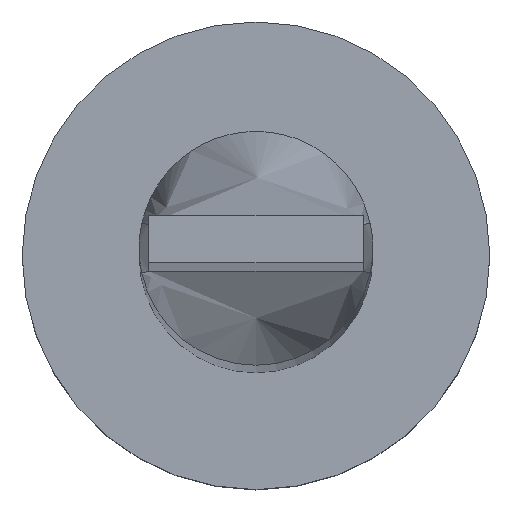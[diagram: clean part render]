
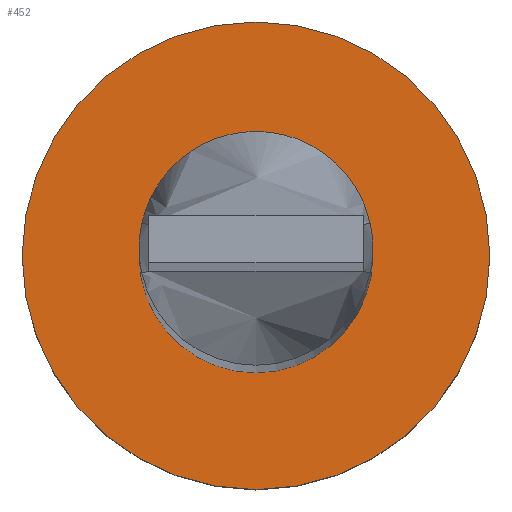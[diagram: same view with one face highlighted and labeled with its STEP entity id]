
A CAD part, top view. The second image highlights one B-rep face of the part: STEP entity #452.
In plain terms, the highlighted planar face has unit normal (0, 0, 1).
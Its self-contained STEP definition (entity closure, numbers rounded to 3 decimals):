
#10 = DIRECTION ( 'NONE',  ( 0., 0., 1. ) ) ;
#21 = CIRCLE ( 'NONE', #337, 6. ) ;
#23 = DIRECTION ( 'NONE',  ( 1., 0., 0. ) ) ;
#49 = EDGE_CURVE ( 'NONE', #439, #389, #390, .T. ) ;
#69 = CARTESIAN_POINT ( 'NONE',  ( 0., 0., 5. ) ) ;
#73 = PLANE ( 'NONE',  #543 ) ;
#82 = DIRECTION ( 'NONE',  ( 0., 0., 1. ) ) ;
#98 = ORIENTED_EDGE ( 'NONE', *, *, #490, .F. ) ;
#102 = VERTEX_POINT ( 'NONE', #204 ) ;
#131 = CIRCLE ( 'NONE', #424, 3. ) ;
#144 = ORIENTED_EDGE ( 'NONE', *, *, #386, .F. ) ;
#154 = FACE_OUTER_BOUND ( 'NONE', #227, .T. ) ;
#166 = CARTESIAN_POINT ( 'NONE',  ( 0., 0., 5. ) ) ;
#204 = CARTESIAN_POINT ( 'NONE',  ( -3., 0., 5. ) ) ;
#214 = DIRECTION ( 'NONE',  ( 1., 0., 0. ) ) ;
#227 = EDGE_LOOP ( 'NONE', ( #317, #486 ) ) ;
#236 = CARTESIAN_POINT ( 'NONE',  ( 0., 0., 5. ) ) ;
#242 = DIRECTION ( 'NONE',  ( 1., 0., 0. ) ) ;
#311 = DIRECTION ( 'NONE',  ( 1., 0., 0. ) ) ;
#317 = ORIENTED_EDGE ( 'NONE', *, *, #49, .T. ) ;
#320 = AXIS2_PLACEMENT_3D ( 'NONE', #571, #82, #311 ) ;
#324 = EDGE_LOOP ( 'NONE', ( #98, #144 ) ) ;
#336 = CARTESIAN_POINT ( 'NONE',  ( -6., 0., 5. ) ) ;
#337 = AXIS2_PLACEMENT_3D ( 'NONE', #491, #366, #214 ) ;
#341 = DIRECTION ( 'NONE',  ( 0., 0., 1. ) ) ;
#366 = DIRECTION ( 'NONE',  ( 0., 0., 1. ) ) ;
#386 = EDGE_CURVE ( 'NONE', #503, #102, #131, .T. ) ;
#389 = VERTEX_POINT ( 'NONE', #466 ) ;
#390 = CIRCLE ( 'NONE', #320, 6. ) ;
#424 = AXIS2_PLACEMENT_3D ( 'NONE', #236, #10, #461 ) ;
#429 = DIRECTION ( 'NONE',  ( 0., 0., 1. ) ) ;
#439 = VERTEX_POINT ( 'NONE', #336 ) ;
#444 = AXIS2_PLACEMENT_3D ( 'NONE', #69, #429, #23 ) ;
#452 = ADVANCED_FACE ( 'NONE', ( #564, #154 ), #73, .T. ) ;
#461 = DIRECTION ( 'NONE',  ( 1., 0., 0. ) ) ;
#466 = CARTESIAN_POINT ( 'NONE',  ( 6., 0., 5. ) ) ;
#471 = CARTESIAN_POINT ( 'NONE',  ( 3., 0., 5. ) ) ;
#486 = ORIENTED_EDGE ( 'NONE', *, *, #545, .T. ) ;
#490 = EDGE_CURVE ( 'NONE', #102, #503, #552, .T. ) ;
#491 = CARTESIAN_POINT ( 'NONE',  ( 0., 0., 5. ) ) ;
#503 = VERTEX_POINT ( 'NONE', #471 ) ;
#543 = AXIS2_PLACEMENT_3D ( 'NONE', #166, #341, #242 ) ;
#545 = EDGE_CURVE ( 'NONE', #389, #439, #21, .T. ) ;
#552 = CIRCLE ( 'NONE', #444, 3. ) ;
#564 = FACE_BOUND ( 'NONE', #324, .T. ) ;
#571 = CARTESIAN_POINT ( 'NONE',  ( 0., 0., 5. ) ) ;
